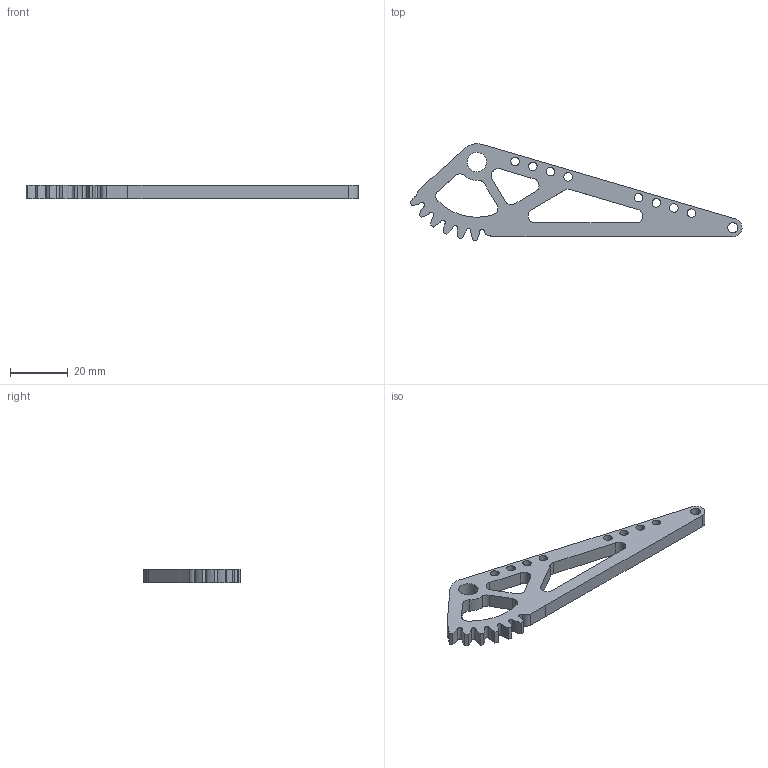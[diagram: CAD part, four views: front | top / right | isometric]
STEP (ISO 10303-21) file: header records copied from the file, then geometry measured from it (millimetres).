
FILE_DESCRIPTION(/* description */ ('STEP AP203'),/* implementation_level */ '2;1');
FILE_NAME(/* name */ '5172T23_Metal Gear - 20 Degree Pressure Angle.stp',/* time_stamp */ '2024-04-05T04:10:06-04:00',/* author */ ('Nathan Cai'),/* organization */ ('Managed by Terraform'),/* preprocessor_version */ 'ST-DEVELOPER v19.2',/* originating_system */ 'Autodesk Inventor 2023',/* authorisation */ '');
FILE_SCHEMA (('AUTOMOTIVE_DESIGN { 1 0 10303 214 3 1 1 }'));
Length unit declared in the file: inch
Products named in the file (1): 5172T23_Metal Gear - 20 Degree Pressure Angle
Bounding box: 114.65 x 33.33 x 4.76 mm (x, y, z)
Volume: 6728.3 mm3; surface area: 5550.1 mm2
Topology: 1 solids, 1 shells, 70 faces, 205 edges, 137 vertices
Faces by surface type: cylinder 44, plane 14, bspline 12
Full cylindrical faces by diameter (mm): 2.946 x8, 3.505 x1, 6.68 x1
Entity records: 4560 total; most frequent: CARTESIAN_POINT 2597, ORIENTED_EDGE 410, DIRECTION 386, EDGE_CURVE 205, AXIS2_PLACEMENT_3D 147, VERTEX_POINT 137, EDGE_LOOP 96, LINE 92
